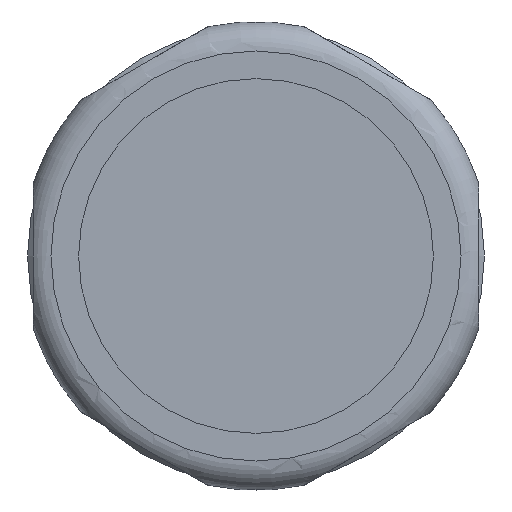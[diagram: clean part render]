
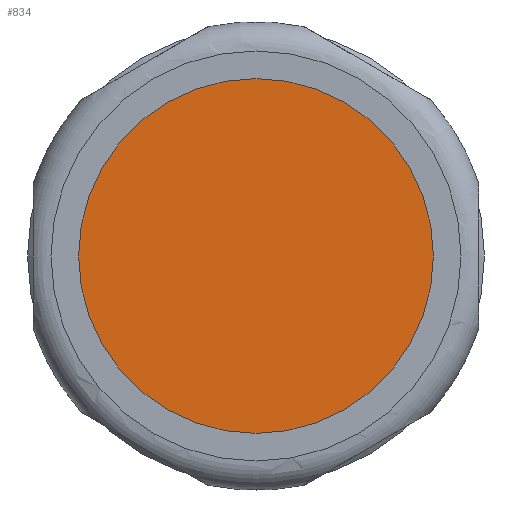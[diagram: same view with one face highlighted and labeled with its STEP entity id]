
A CAD part, left-side view. The second image highlights one B-rep face of the part: STEP entity #834.
In plain terms, the highlighted planar face has unit normal (-1, 0, 0).
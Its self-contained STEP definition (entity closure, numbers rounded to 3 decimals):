
#47=PLANE('',#905);
#60=FACE_OUTER_BOUND('',#103,.T.);
#103=EDGE_LOOP('',(#526,#527));
#214=CIRCLE('',#903,15.146);
#215=CIRCLE('',#904,15.146);
#298=VERTEX_POINT('',#1325);
#299=VERTEX_POINT('',#1327);
#391=EDGE_CURVE('',#299,#298,#214,.T.);
#392=EDGE_CURVE('',#298,#299,#215,.T.);
#526=ORIENTED_EDGE('',*,*,#391,.T.);
#527=ORIENTED_EDGE('',*,*,#392,.T.);
#834=ADVANCED_FACE('',(#60),#47,.T.);
#903=AXIS2_PLACEMENT_3D('',#1328,#1043,#1044);
#904=AXIS2_PLACEMENT_3D('',#1329,#1045,#1046);
#905=AXIS2_PLACEMENT_3D('',#1330,#1047,#1048);
#1043=DIRECTION('center_axis',(-1.,0.,0.));
#1044=DIRECTION('ref_axis',(0.,-1.,0.));
#1045=DIRECTION('center_axis',(-1.,0.,0.));
#1046=DIRECTION('ref_axis',(0.,-1.,0.));
#1047=DIRECTION('center_axis',(-1.,0.,0.));
#1048=DIRECTION('ref_axis',(0.,-1.,0.));
#1325=CARTESIAN_POINT('',(-10.,15.146,0.));
#1327=CARTESIAN_POINT('',(-10.,-15.146,0.));
#1328=CARTESIAN_POINT('Origin',(-10.,0.,
0.));
#1329=CARTESIAN_POINT('Origin',(-10.,0.,
0.));
#1330=CARTESIAN_POINT('Origin',(-10.,0.,
0.));
